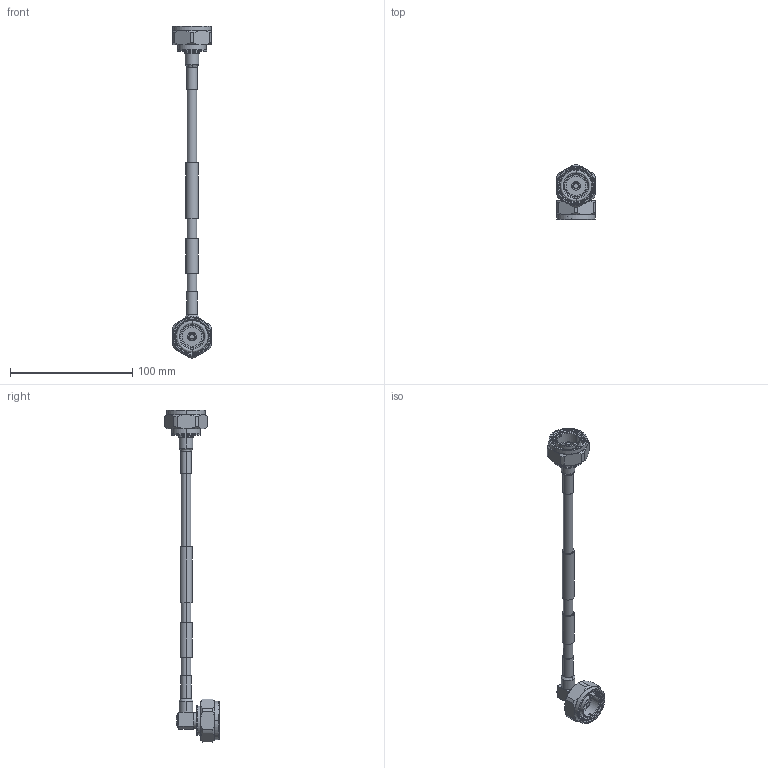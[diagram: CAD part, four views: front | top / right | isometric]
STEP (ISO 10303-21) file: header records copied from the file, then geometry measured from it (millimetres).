
FILE_DESCRIPTION (( 'STEP AP214' ), '1' );
FILE_NAME ('PE3C7836.step', '2021-02-09T19:14:46', ( '' ), ( '' ), 'SwSTEP 2.0', 'SolidWorks 2018', '' );
FILE_SCHEMA (( 'AUTOMOTIVE_DESIGN' ));
Length unit declared in the file: inch
Products named in the file (5): PE45661^PE3C7836; PE45660^PE3C7836; Heat Shrink^PE3C7836; PE3C7836; PE-1/4SFHC^PE3C7836
Assembly tree (5 placements, depth 2):
  PE3C7836
    PE-1/4SFHC^PE3C7836
    Heat Shrink^PE3C7836  x2
    PE45660^PE3C7836
    PE45661^PE3C7836
Bounding box: 31.75 x 44.62 x 271.4 mm (x, y, z)
Volume: 34662.1 mm3; surface area: 24667.7 mm2
Topology: 5 solids, 9 shells, 298 faces, 722 edges, 466 vertices
Faces by surface type: cylinder 126, plane 90, cone 54, torus 18, bspline 10
Entity records: 11196 total; most frequent: CARTESIAN_POINT 4210, DIRECTION 1458, ORIENTED_EDGE 1408, EDGE_CURVE 704, AXIS2_PLACEMENT_3D 608, VERTEX_POINT 454, EDGE_LOOP 326, CIRCLE 318
